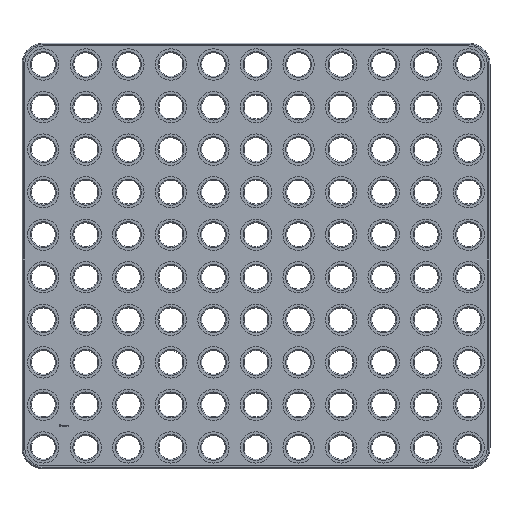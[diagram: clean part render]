
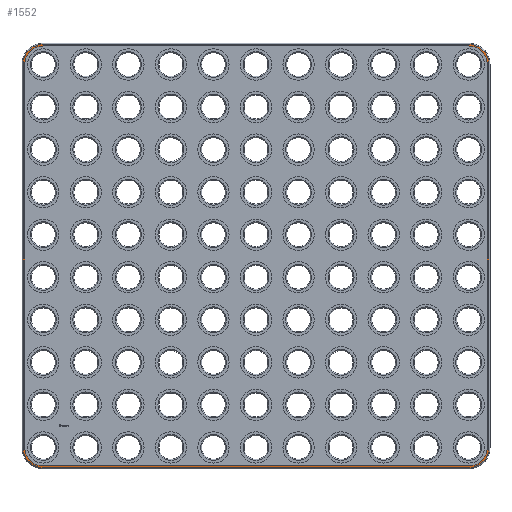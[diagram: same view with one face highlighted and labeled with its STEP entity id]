
A CAD part, top view. The second image highlights one B-rep face of the part: STEP entity #1552.
In plain terms, the highlighted planar face has unit normal (0, 0, 1).
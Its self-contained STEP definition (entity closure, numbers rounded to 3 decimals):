
#126 = VERTEX_POINT('',#127);
#127 = CARTESIAN_POINT('',(0.,-5.95,3.125));
#135 = VERTEX_POINT('',#136);
#136 = CARTESIAN_POINT('',(125.,-5.95,3.125));
#142 = EDGE_CURVE('',#126,#135,#143,.T.);
#143 = LINE('',#144,#145);
#144 = CARTESIAN_POINT('',(0.,-5.95,3.125));
#145 = VECTOR('',#146,1.);
#146 = DIRECTION('',(1.,0.,0.));
#246 = VERTEX_POINT('',#247);
#247 = CARTESIAN_POINT('',(-5.95,0.,3.125));
#255 = EDGE_CURVE('',#246,#126,#256,.T.);
#256 = CIRCLE('',#257,5.95);
#257 = AXIS2_PLACEMENT_3D('',#258,#259,#260);
#258 = CARTESIAN_POINT('',(0.,0.,3.125));
#259 = DIRECTION('',(0.,0.,1.));
#260 = DIRECTION('',(-1.,0.,0.));
#1552 = ADVANCED_FACE('',(#1553,#1606),#1676,.T.);
#1553 = FACE_BOUND('',#1554,.T.);
#1554 = EDGE_LOOP('',(#1555,#1556,#1557,#1566,#1574,#1583,#1591,#1600));
#1555 = ORIENTED_EDGE('',*,*,#255,.T.);
#1556 = ORIENTED_EDGE('',*,*,#142,.T.);
#1557 = ORIENTED_EDGE('',*,*,#1558,.T.);
#1558 = EDGE_CURVE('',#135,#1559,#1561,.T.);
#1559 = VERTEX_POINT('',#1560);
#1560 = CARTESIAN_POINT('',(130.95,0.,3.125));
#1561 = CIRCLE('',#1562,5.95);
#1562 = AXIS2_PLACEMENT_3D('',#1563,#1564,#1565);
#1563 = CARTESIAN_POINT('',(125.,0.,3.125));
#1564 = DIRECTION('',(-0.,0.,1.));
#1565 = DIRECTION('',(0.,-1.,0.));
#1566 = ORIENTED_EDGE('',*,*,#1567,.T.);
#1567 = EDGE_CURVE('',#1559,#1568,#1570,.T.);
#1568 = VERTEX_POINT('',#1569);
#1569 = CARTESIAN_POINT('',(130.95,112.5,3.125));
#1570 = LINE('',#1571,#1572);
#1571 = CARTESIAN_POINT('',(130.95,0.,3.125));
#1572 = VECTOR('',#1573,1.);
#1573 = DIRECTION('',(0.,1.,0.));
#1574 = ORIENTED_EDGE('',*,*,#1575,.T.);
#1575 = EDGE_CURVE('',#1568,#1576,#1578,.T.);
#1576 = VERTEX_POINT('',#1577);
#1577 = CARTESIAN_POINT('',(125.,118.45,3.125));
#1578 = CIRCLE('',#1579,5.95);
#1579 = AXIS2_PLACEMENT_3D('',#1580,#1581,#1582);
#1580 = CARTESIAN_POINT('',(125.,112.5,3.125));
#1581 = DIRECTION('',(-0.,0.,1.));
#1582 = DIRECTION('',(1.,0.,0.));
#1583 = ORIENTED_EDGE('',*,*,#1584,.T.);
#1584 = EDGE_CURVE('',#1576,#1585,#1587,.T.);
#1585 = VERTEX_POINT('',#1586);
#1586 = CARTESIAN_POINT('',(0.,118.45,3.125));
#1587 = LINE('',#1588,#1589);
#1588 = CARTESIAN_POINT('',(125.,118.45,3.125));
#1589 = VECTOR('',#1590,1.);
#1590 = DIRECTION('',(-1.,0.,0.));
#1591 = ORIENTED_EDGE('',*,*,#1592,.T.);
#1592 = EDGE_CURVE('',#1585,#1593,#1595,.T.);
#1593 = VERTEX_POINT('',#1594);
#1594 = CARTESIAN_POINT('',(-5.95,112.5,3.125));
#1595 = CIRCLE('',#1596,5.95);
#1596 = AXIS2_PLACEMENT_3D('',#1597,#1598,#1599);
#1597 = CARTESIAN_POINT('',(0.,112.5,3.125));
#1598 = DIRECTION('',(0.,-0.,1.));
#1599 = DIRECTION('',(0.,1.,0.));
#1600 = ORIENTED_EDGE('',*,*,#1601,.T.);
#1601 = EDGE_CURVE('',#1593,#246,#1602,.T.);
#1602 = LINE('',#1603,#1604);
#1603 = CARTESIAN_POINT('',(-5.95,112.5,3.125));
#1604 = VECTOR('',#1605,1.);
#1605 = DIRECTION('',(0.,-1.,0.));
#1606 = FACE_BOUND('',#1607,.T.);
#1607 = EDGE_LOOP('',(#1608,#1619,#1627,#1636,#1644,#1653,#1661,#1670));
#1608 = ORIENTED_EDGE('',*,*,#1609,.F.);
#1609 = EDGE_CURVE('',#1610,#1612,#1614,.T.);
#1610 = VERTEX_POINT('',#1611);
#1611 = CARTESIAN_POINT('',(0.,117.95,3.125));
#1612 = VERTEX_POINT('',#1613);
#1613 = CARTESIAN_POINT('',(-5.45,112.5,3.125));
#1614 = CIRCLE('',#1615,5.45);
#1615 = AXIS2_PLACEMENT_3D('',#1616,#1617,#1618);
#1616 = CARTESIAN_POINT('',(0.,112.5,3.125));
#1617 = DIRECTION('',(0.,0.,1.));
#1618 = DIRECTION('',(1.,0.,0.));
#1619 = ORIENTED_EDGE('',*,*,#1620,.T.);
#1620 = EDGE_CURVE('',#1610,#1621,#1623,.T.);
#1621 = VERTEX_POINT('',#1622);
#1622 = CARTESIAN_POINT('',(125.,117.95,3.125));
#1623 = LINE('',#1624,#1625);
#1624 = CARTESIAN_POINT('',(0.,117.95,3.125));
#1625 = VECTOR('',#1626,1.);
#1626 = DIRECTION('',(1.,0.,0.));
#1627 = ORIENTED_EDGE('',*,*,#1628,.F.);
#1628 = EDGE_CURVE('',#1629,#1621,#1631,.T.);
#1629 = VERTEX_POINT('',#1630);
#1630 = CARTESIAN_POINT('',(130.45,112.5,3.125));
#1631 = CIRCLE('',#1632,5.45);
#1632 = AXIS2_PLACEMENT_3D('',#1633,#1634,#1635);
#1633 = CARTESIAN_POINT('',(125.,112.5,3.125));
#1634 = DIRECTION('',(0.,0.,1.));
#1635 = DIRECTION('',(1.,0.,0.));
#1636 = ORIENTED_EDGE('',*,*,#1637,.T.);
#1637 = EDGE_CURVE('',#1629,#1638,#1640,.T.);
#1638 = VERTEX_POINT('',#1639);
#1639 = CARTESIAN_POINT('',(130.45,0.,3.125));
#1640 = LINE('',#1641,#1642);
#1641 = CARTESIAN_POINT('',(130.45,112.5,3.125));
#1642 = VECTOR('',#1643,1.);
#1643 = DIRECTION('',(0.,-1.,0.));
#1644 = ORIENTED_EDGE('',*,*,#1645,.F.);
#1645 = EDGE_CURVE('',#1646,#1638,#1648,.T.);
#1646 = VERTEX_POINT('',#1647);
#1647 = CARTESIAN_POINT('',(125.,-5.45,3.125));
#1648 = CIRCLE('',#1649,5.45);
#1649 = AXIS2_PLACEMENT_3D('',#1650,#1651,#1652);
#1650 = CARTESIAN_POINT('',(125.,0.,3.125));
#1651 = DIRECTION('',(0.,0.,1.));
#1652 = DIRECTION('',(1.,0.,0.));
#1653 = ORIENTED_EDGE('',*,*,#1654,.T.);
#1654 = EDGE_CURVE('',#1646,#1655,#1657,.T.);
#1655 = VERTEX_POINT('',#1656);
#1656 = CARTESIAN_POINT('',(0.,-5.45,3.125));
#1657 = LINE('',#1658,#1659);
#1658 = CARTESIAN_POINT('',(125.,-5.45,3.125));
#1659 = VECTOR('',#1660,1.);
#1660 = DIRECTION('',(-1.,0.,0.));
#1661 = ORIENTED_EDGE('',*,*,#1662,.F.);
#1662 = EDGE_CURVE('',#1663,#1655,#1665,.T.);
#1663 = VERTEX_POINT('',#1664);
#1664 = CARTESIAN_POINT('',(-5.45,0.,3.125));
#1665 = CIRCLE('',#1666,5.45);
#1666 = AXIS2_PLACEMENT_3D('',#1667,#1668,#1669);
#1667 = CARTESIAN_POINT('',(0.,0.,3.125));
#1668 = DIRECTION('',(0.,0.,1.));
#1669 = DIRECTION('',(1.,0.,0.));
#1670 = ORIENTED_EDGE('',*,*,#1671,.T.);
#1671 = EDGE_CURVE('',#1663,#1612,#1672,.T.);
#1672 = LINE('',#1673,#1674);
#1673 = CARTESIAN_POINT('',(-5.45,0.,3.125));
#1674 = VECTOR('',#1675,1.);
#1675 = DIRECTION('',(0.,1.,0.));
#1676 = PLANE('',#1677);
#1677 = AXIS2_PLACEMENT_3D('',#1678,#1679,#1680);
#1678 = CARTESIAN_POINT('',(62.5,56.25,3.125));
#1679 = DIRECTION('',(0.,0.,1.));
#1680 = DIRECTION('',(1.,0.,0.));
